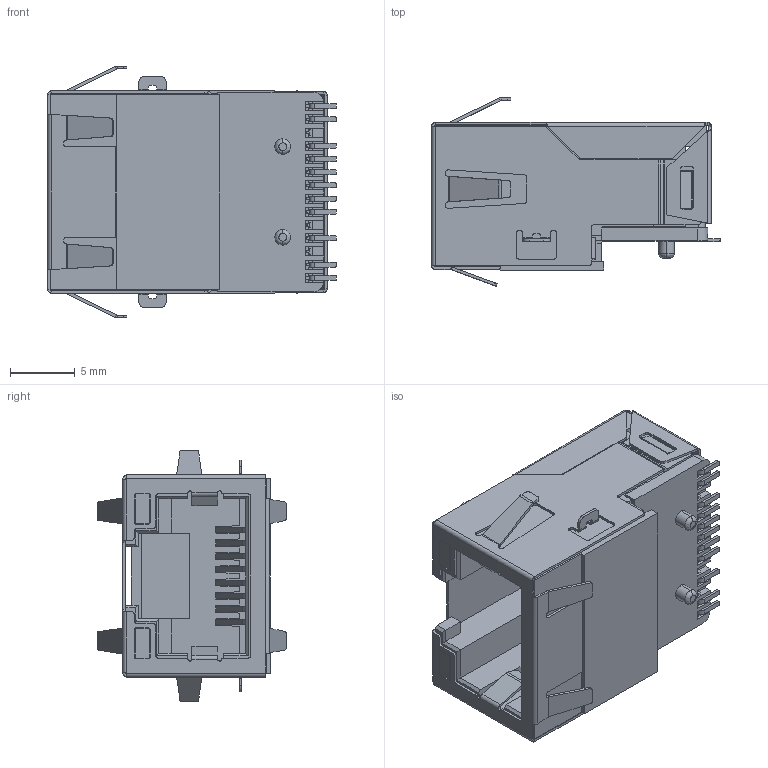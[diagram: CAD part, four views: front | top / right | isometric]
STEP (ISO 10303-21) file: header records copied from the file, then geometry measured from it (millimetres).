
FILE_DESCRIPTION (( 'STEP AP214' ), '1' );
FILE_NAME ('TMJ19911ADNL.STEP', '2023-09-21T03:13:15', ( '' ), ( '' ), 'SwSTEP 2.0', 'SolidWorks 2022', '' );
FILE_SCHEMA (( 'AUTOMOTIVE_DESIGN' ));
Length unit declared in the file: millimetre
Products named in the file (1): TMJ19911ADNL
Bounding box: 22.3 x 14.53 x 19.41 mm (x, y, z)
Volume: 1377.4 mm3; surface area: 5737.3 mm2
Topology: 5 solids, 5 shells, 2549 faces, 7274 edges, 4706 vertices
Faces by surface type: plane 1741, cylinder 657, bspline 151
Entity records: 89443 total; most frequent: CARTESIAN_POINT 27232, ORIENTED_EDGE 14548, DIRECTION 10473, EDGE_CURVE 7274, VERTEX_POINT 4706, LINE 4183, VECTOR 4183, AXIS2_PLACEMENT_3D 3145
